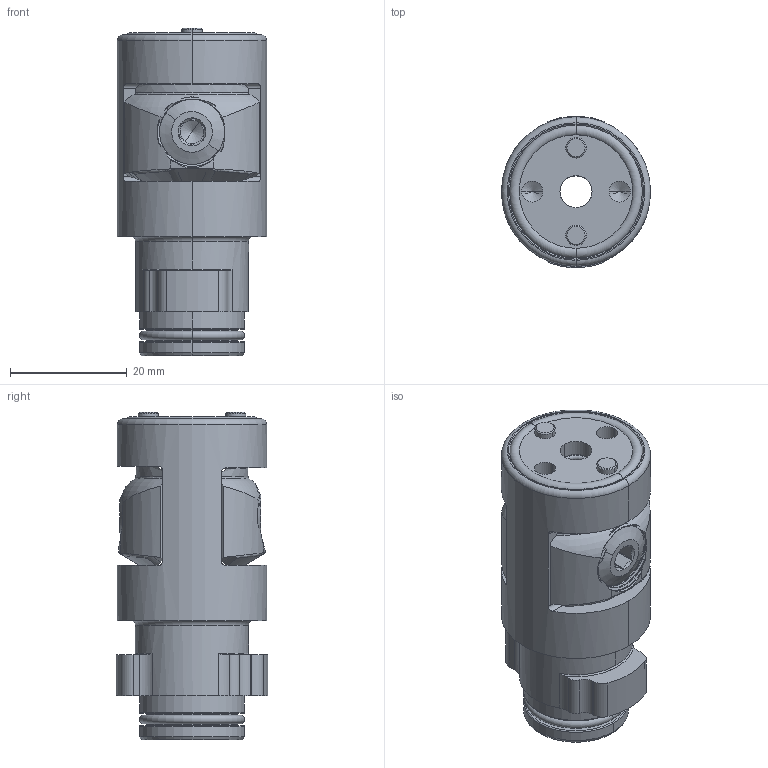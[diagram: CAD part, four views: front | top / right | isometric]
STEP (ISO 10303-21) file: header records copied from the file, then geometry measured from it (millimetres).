
FILE_DESCRIPTION((''),'2;1');
FILE_NAME('KS50-07-MQL1_SW0001','2010-11-23T',('brunnert'),(''),'PRO/ENGINEER BY PARAMETRIC TECHNOLOGY CORPORATION, 2008250','PRO/ENGINEER BY PARAMETRIC TECHNOLOGY CORPORATION, 2008250','');
FILE_SCHEMA(('AUTOMOTIVE_DESIGN_CC2 { 1 2 10303 214 -1 1 5 2 }'));
Products named in the file (1): KS50-07-MQL1_SW0001
Bounding box: 25.6 x 25.94 x 56.23 mm (x, y, z)
Volume: 20234.9 mm3; surface area: 10898.2 mm2
Topology: 1 solids, 4 shells, 469 faces, 1292 edges, 817 vertices
Faces by surface type: cylinder 163, bspline 89, plane 77, cone 72, torus 68
Entity records: 46372 total; most frequent: CARTESIAN_POINT 32229, ORIENTED_EDGE 2564, DIRECTION 1864, EDGE_CURVE 1282, VERTEX_POINT 817, AXIS2_PLACEMENT_3D 775, B_SPLINE_CURVE_WITH_KNOTS 573, EDGE_LOOP 505
